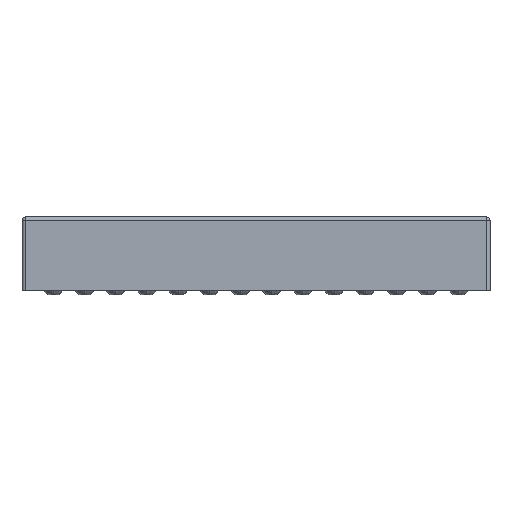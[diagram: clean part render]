
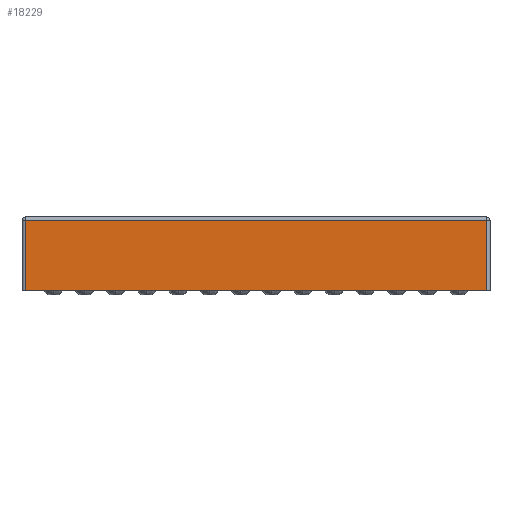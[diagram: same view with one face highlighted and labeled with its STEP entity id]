
A CAD part, left-side view. The second image highlights one B-rep face of the part: STEP entity #18229.
In plain terms, the highlighted planar face has unit normal (-1, 0, 0).
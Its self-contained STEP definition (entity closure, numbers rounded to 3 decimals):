
#14182 = VERTEX_POINT('',#14183);
#14183 = CARTESIAN_POINT('',(-7.5,-7.4,2.38));
#14192 = VERTEX_POINT('',#14193);
#14193 = CARTESIAN_POINT('',(-7.5,7.4,2.38));
#14200 = EDGE_CURVE('',#14192,#14182,#14201,.T.);
#14201 = LINE('',#14202,#14203);
#14202 = CARTESIAN_POINT('',(-7.5,7.5,2.38));
#14203 = VECTOR('',#14204,1.);
#14204 = DIRECTION('',(0.,-1.,0.));
#18229 = ADVANCED_FACE('',(#18230),#18255,.F.);
#18230 = FACE_BOUND('',#18231,.T.);
#18231 = EDGE_LOOP('',(#18232,#18240,#18241,#18249));
#18232 = ORIENTED_EDGE('',*,*,#18233,.F.);
#18233 = EDGE_CURVE('',#14182,#18234,#18236,.T.);
#18234 = VERTEX_POINT('',#18235);
#18235 = CARTESIAN_POINT('',(-7.5,-7.4,0.12));
#18236 = LINE('',#18237,#18238);
#18237 = CARTESIAN_POINT('',(-7.5,-7.4,2.48));
#18238 = VECTOR('',#18239,1.);
#18239 = DIRECTION('',(0.,0.,-1.));
#18240 = ORIENTED_EDGE('',*,*,#14200,.F.);
#18241 = ORIENTED_EDGE('',*,*,#18242,.F.);
#18242 = EDGE_CURVE('',#18243,#14192,#18245,.T.);
#18243 = VERTEX_POINT('',#18244);
#18244 = CARTESIAN_POINT('',(-7.5,7.4,0.12));
#18245 = LINE('',#18246,#18247);
#18246 = CARTESIAN_POINT('',(-7.5,7.4,2.48));
#18247 = VECTOR('',#18248,1.);
#18248 = DIRECTION('',(0.,0.,1.));
#18249 = ORIENTED_EDGE('',*,*,#18250,.F.);
#18250 = EDGE_CURVE('',#18234,#18243,#18251,.T.);
#18251 = LINE('',#18252,#18253);
#18252 = CARTESIAN_POINT('',(-7.5,0.,0.12));
#18253 = VECTOR('',#18254,1.);
#18254 = DIRECTION('',(0.,1.,0.));
#18255 = PLANE('',#18256);
#18256 = AXIS2_PLACEMENT_3D('',#18257,#18258,#18259);
#18257 = CARTESIAN_POINT('',(-7.5,-7.5,2.48));
#18258 = DIRECTION('',(1.,0.,0.));
#18259 = DIRECTION('',(0.,0.,-1.));
